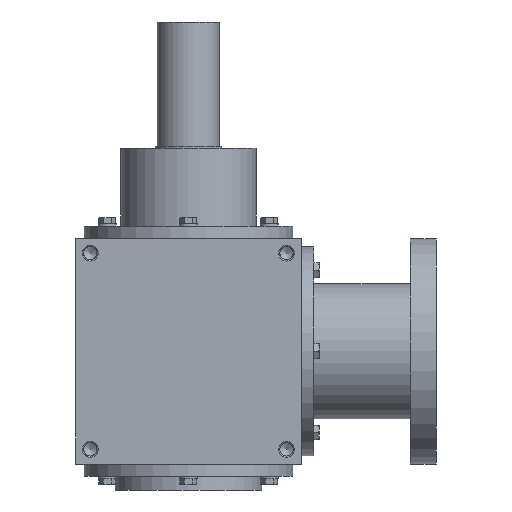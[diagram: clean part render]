
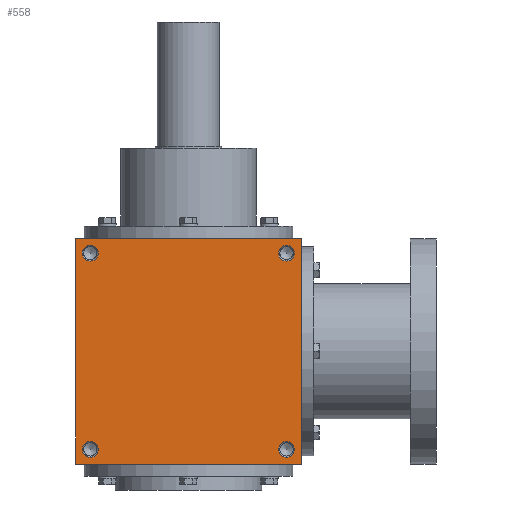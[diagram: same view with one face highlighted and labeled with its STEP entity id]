
A CAD part, front view. The second image highlights one B-rep face of the part: STEP entity #558.
In plain terms, the highlighted planar face has unit normal (0, -1, 0).
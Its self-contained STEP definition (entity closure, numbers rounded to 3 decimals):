
#558 = ADVANCED_FACE( '', ( #1131, #1132, #1133, #1134, #1135 ), #1136, .F. );
#1131 = FACE_BOUND( '', #1864, .T. );
#1132 = FACE_BOUND( '', #1865, .T. );
#1133 = FACE_BOUND( '', #1866, .T. );
#1134 = FACE_BOUND( '', #1867, .T. );
#1135 = FACE_OUTER_BOUND( '', #1868, .T. );
#1136 = PLANE( '', #1869 );
#1864 = EDGE_LOOP( '', ( #2768 ) );
#1865 = EDGE_LOOP( '', ( #2769 ) );
#1866 = EDGE_LOOP( '', ( #2770 ) );
#1867 = EDGE_LOOP( '', ( #2771 ) );
#1868 = EDGE_LOOP( '', ( #2772, #2773, #2774, #2775 ) );
#1869 = AXIS2_PLACEMENT_3D( '', #2776, #2777, #2778 );
#2768 = ORIENTED_EDGE( '', *, *, #3960, .T. );
#2769 = ORIENTED_EDGE( '', *, *, #3961, .T. );
#2770 = ORIENTED_EDGE( '', *, *, #3962, .F. );
#2771 = ORIENTED_EDGE( '', *, *, #3963, .F. );
#2772 = ORIENTED_EDGE( '', *, *, #3964, .T. );
#2773 = ORIENTED_EDGE( '', *, *, #3965, .F. );
#2774 = ORIENTED_EDGE( '', *, *, #3901, .F. );
#2775 = ORIENTED_EDGE( '', *, *, #3966, .T. );
#2776 = CARTESIAN_POINT( '', ( -100., -100., 100. ) );
#2777 = DIRECTION( '', ( 0., 1., 0. ) );
#2778 = DIRECTION( '', ( 0., 0., 1. ) );
#3901 = EDGE_CURVE( '', #4513, #4515, #4516, .T. );
#3960 = EDGE_CURVE( '', #4607, #4607, #4608, .T. );
#3961 = EDGE_CURVE( '', #4609, #4609, #4610, .T. );
#3962 = EDGE_CURVE( '', #4611, #4611, #4612, .T. );
#3963 = EDGE_CURVE( '', #4613, #4613, #4614, .T. );
#3964 = EDGE_CURVE( '', #4615, #4616, #4617, .T. );
#3965 = EDGE_CURVE( '', #4515, #4616, #4618, .T. );
#3966 = EDGE_CURVE( '', #4513, #4615, #4619, .T. );
#4513 = VERTEX_POINT( '', #5282 );
#4515 = VERTEX_POINT( '', #5285 );
#4516 = LINE( '', #5286, #5287 );
#4607 = VERTEX_POINT( '', #5442 );
#4608 = CIRCLE( '', #5443, 7. );
#4609 = VERTEX_POINT( '', #5444 );
#4610 = CIRCLE( '', #5445, 7. );
#4611 = VERTEX_POINT( '', #5446 );
#4612 = CIRCLE( '', #5447, 7. );
#4613 = VERTEX_POINT( '', #5448 );
#4614 = CIRCLE( '', #5449, 7. );
#4615 = VERTEX_POINT( '', #5450 );
#4616 = VERTEX_POINT( '', #5451 );
#4617 = LINE( '', #5452, #5453 );
#4618 = LINE( '', #5454, #5455 );
#4619 = LINE( '', #5456, #5457 );
#5282 = CARTESIAN_POINT( '', ( -100., -100., 100. ) );
#5285 = CARTESIAN_POINT( '', ( 100., -100., 100. ) );
#5286 = CARTESIAN_POINT( '', ( -100., -100., 100. ) );
#5287 = VECTOR( '', #6299, 1000. );
#5442 = CARTESIAN_POINT( '', ( -87., -100., -80. ) );
#5443 = AXIS2_PLACEMENT_3D( '', #6397, #6398, #6399 );
#5444 = CARTESIAN_POINT( '', ( -87., -100., 94. ) );
#5445 = AXIS2_PLACEMENT_3D( '', #6400, #6401, #6402 );
#5446 = CARTESIAN_POINT( '', ( 87., -100., -94. ) );
#5447 = AXIS2_PLACEMENT_3D( '', #6403, #6404, #6405 );
#5448 = CARTESIAN_POINT( '', ( 87., -100., 80. ) );
#5449 = AXIS2_PLACEMENT_3D( '', #6406, #6407, #6408 );
#5450 = CARTESIAN_POINT( '', ( -100., -100., -100. ) );
#5451 = CARTESIAN_POINT( '', ( 100., -100., -100. ) );
#5452 = CARTESIAN_POINT( '', ( -100., -100., -100. ) );
#5453 = VECTOR( '', #6409, 1000. );
#5454 = CARTESIAN_POINT( '', ( 100., -100., 100. ) );
#5455 = VECTOR( '', #6410, 1000. );
#5456 = CARTESIAN_POINT( '', ( -100., -100., 100. ) );
#5457 = VECTOR( '', #6411, 1000. );
#6299 = DIRECTION( '', ( 1., 0., 0. ) );
#6397 = CARTESIAN_POINT( '', ( -87., -100., -87. ) );
#6398 = DIRECTION( '', ( 0., 1., 0. ) );
#6399 = DIRECTION( '', ( 0., 0., 1. ) );
#6400 = CARTESIAN_POINT( '', ( -87., -100., 87. ) );
#6401 = DIRECTION( '', ( 0., 1., 0. ) );
#6402 = DIRECTION( '', ( 0., 0., 1. ) );
#6403 = CARTESIAN_POINT( '', ( 87., -100., -87. ) );
#6404 = DIRECTION( '', ( 0., -1., 0. ) );
#6405 = DIRECTION( '', ( 0., 0., -1. ) );
#6406 = CARTESIAN_POINT( '', ( 87., -100., 87. ) );
#6407 = DIRECTION( '', ( 0., -1., 0. ) );
#6408 = DIRECTION( '', ( 0., 0., -1. ) );
#6409 = DIRECTION( '', ( 1., 0., 0. ) );
#6410 = DIRECTION( '', ( 0., 0., -1. ) );
#6411 = DIRECTION( '', ( 0., 0., -1. ) );
